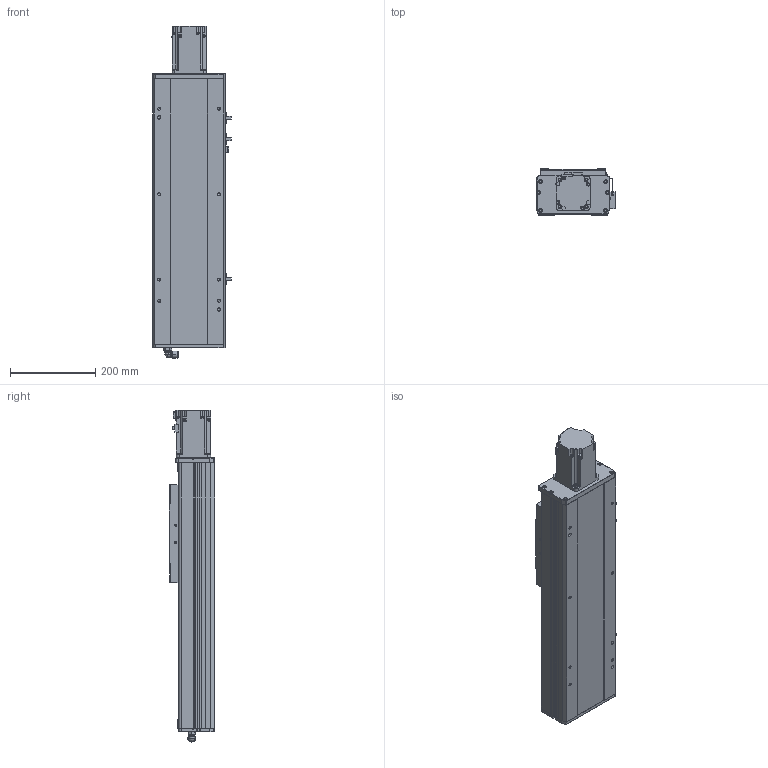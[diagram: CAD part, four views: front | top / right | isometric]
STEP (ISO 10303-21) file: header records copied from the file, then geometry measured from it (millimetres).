
FILE_DESCRIPTION (( 'STEP AP203' ), '1' );
FILE_NAME ('YSC170-MS-4P-300.step', '2018-11-01T05:29:34', ( '' ), ( '' ), 'SwSTEP 2.0', 'SolidWorks 2016', '' );
FILE_SCHEMA (( 'CONFIG_CONTROL_DESIGN' ));
Length unit declared in the file: millimetre
Products named in the file (9): YSC17004-MD-4P ; YSC17003-MS-4P; YSC17005-MD-4P; YSC17007-MD-4P; YSC17008-MS-4P; YSC170-MS-4P-300; YSC17006-MD-4P_MSELL10-1; YSC17002-MS-4P; YSC17001- MS-4P
Assembly tree (10 placements, depth 2):
  YSC170-MS-4P-300
    YSC17001- MS-4P
    YSC17005-MD-4P
    YSC17006-MD-4P_MSELL10-1
    YSC17004-MD-4P 
    YSC17007-MD-4P  x3
    YSC17003-MS-4P
    YSC17002-MS-4P
    YSC17008-MS-4P
Bounding box: 183.7 x 107 x 777.75 mm (x, y, z)
Volume: 10404400.4 mm3; surface area: 601347.6 mm2
Topology: 18 solids, 18 shells, 912 faces, 2228 edges, 1379 vertices
Faces by surface type: plane 429, cylinder 316, cone 153, torus 8, sphere 6
Entity records: 26389 total; most frequent: CARTESIAN_POINT 4717, DIRECTION 4499, ORIENTED_EDGE 4136, EDGE_CURVE 2068, AXIS2_PLACEMENT_3D 1653, VERTEX_POINT 1297, LINE 1193, VECTOR 1193
